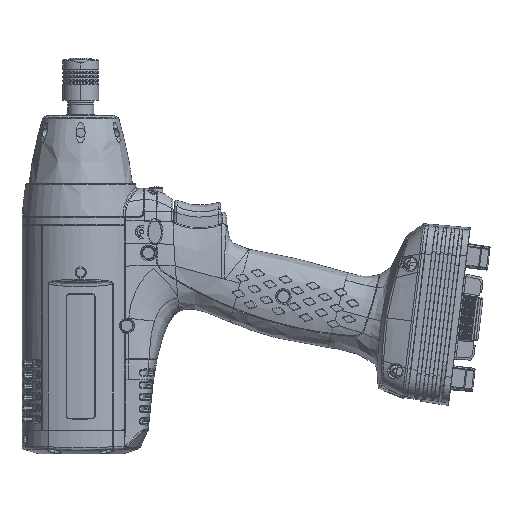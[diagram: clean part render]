
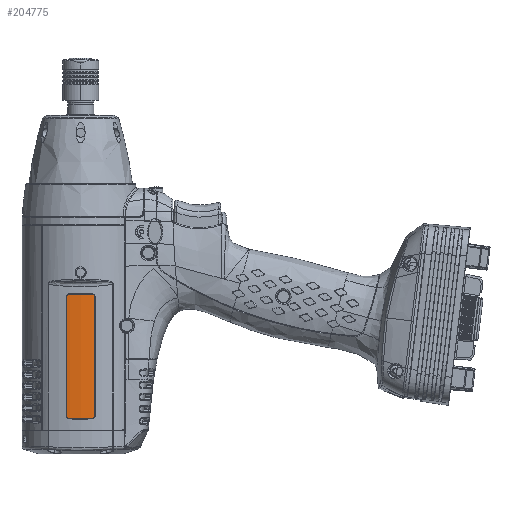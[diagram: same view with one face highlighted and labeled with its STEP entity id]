
A CAD part, left-side view. The second image highlights one B-rep face of the part: STEP entity #204775.
In plain terms, the highlighted cylindrical face has radius 45.706 mm (diameter 91.412 mm), a partial arc.
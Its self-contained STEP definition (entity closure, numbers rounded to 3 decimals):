
#116014=DIRECTION('',(0.,0.,-1.));
#116015=VECTOR('',#116014,58.5);
#116016=CARTESIAN_POINT('',(-25.262,-6.991,
31.15));
#116017=LINE('',#116016,#116015);
#116022=CARTESIAN_POINT('',(-25.262,-6.991,
31.15));
#116023=CARTESIAN_POINT('',(-25.262,-6.991,
31.308));
#116024=CARTESIAN_POINT('',(-25.27,-6.943,
31.61));
#116025=CARTESIAN_POINT('',(-25.302,-6.731,
32.037));
#116026=CARTESIAN_POINT('',(-25.352,-6.39,
32.38));
#116027=CARTESIAN_POINT('',(-25.41,-5.965,
32.594));
#116028=CARTESIAN_POINT('',(-25.448,-5.66,
32.644));
#116029=CARTESIAN_POINT('',(-25.468,-5.5,
32.644));
#116052=CARTESIAN_POINT('',(-25.468,-5.5,
32.644));
#116053=CARTESIAN_POINT('',(-25.542,-4.892,
32.645));
#116054=CARTESIAN_POINT('',(-25.666,-3.673,
32.648));
#116055=CARTESIAN_POINT('',(-25.777,-1.838,
32.65));
#116056=CARTESIAN_POINT('',(-25.8,-0.613,
32.65));
#116057=CARTESIAN_POINT('',(-25.8,0.,
32.65));
#116059=CARTESIAN_POINT('',(-25.8,0.,
32.65));
#116060=CARTESIAN_POINT('',(-25.8,0.613,
32.65));
#116061=CARTESIAN_POINT('',(-25.777,1.838,
32.65));
#116062=CARTESIAN_POINT('',(-25.665,3.673,
32.648));
#116063=CARTESIAN_POINT('',(-25.542,4.892,
32.645));
#116064=CARTESIAN_POINT('',(-25.468,5.5,
32.644));
#116066=CARTESIAN_POINT('',(-25.468,5.5,
32.644));
#116067=CARTESIAN_POINT('',(-25.448,5.66,
32.644));
#116068=CARTESIAN_POINT('',(-25.41,5.964,
32.594));
#116069=CARTESIAN_POINT('',(-25.352,6.389,
32.38));
#116070=CARTESIAN_POINT('',(-25.302,6.731,
32.036));
#116071=CARTESIAN_POINT('',(-25.27,6.944,
31.608));
#116072=CARTESIAN_POINT('',(-25.262,6.991,
31.307));
#116073=CARTESIAN_POINT('',(-25.262,6.991,31.15));
#116091=DIRECTION('',(0.,0.,-1.));
#116092=VECTOR('',#116091,58.5);
#116093=CARTESIAN_POINT('',(-25.262,6.991,31.15));
#116094=LINE('',#116093,#116092);
#116107=CARTESIAN_POINT('',(-25.262,6.991,
-27.35));
#116108=CARTESIAN_POINT('',(-25.262,6.991,
-27.508));
#116109=CARTESIAN_POINT('',(-25.27,6.943,
-27.81));
#116110=CARTESIAN_POINT('',(-25.302,6.731,
-28.237));
#116111=CARTESIAN_POINT('',(-25.352,6.391,
-28.579));
#116112=CARTESIAN_POINT('',(-25.41,5.965,
-28.794));
#116113=CARTESIAN_POINT('',(-25.448,5.661,
-28.844));
#116114=CARTESIAN_POINT('',(-25.468,5.5,
-28.844));
#116137=CARTESIAN_POINT('',(-25.468,5.5,
-28.844));
#116138=CARTESIAN_POINT('',(-25.542,4.892,
-28.846));
#116139=CARTESIAN_POINT('',(-25.665,3.673,
-28.848));
#116140=CARTESIAN_POINT('',(-25.775,1.838,
-28.85));
#116141=CARTESIAN_POINT('',(-25.8,0.613,
-28.85));
#116142=CARTESIAN_POINT('',(-25.8,0.,
-28.85));
#116144=CARTESIAN_POINT('',(-25.8,0.,
-28.85));
#116145=CARTESIAN_POINT('',(-25.8,-0.613,
-28.85));
#116146=CARTESIAN_POINT('',(-25.775,-1.837,
-28.85));
#116147=CARTESIAN_POINT('',(-25.665,-3.673,
-28.848));
#116148=CARTESIAN_POINT('',(-25.542,-4.891,
-28.846));
#116149=CARTESIAN_POINT('',(-25.468,-5.5,
-28.844));
#116151=CARTESIAN_POINT('',(-25.468,-5.5,
-28.844));
#116152=CARTESIAN_POINT('',(-25.449,-5.659,
-28.844));
#116153=CARTESIAN_POINT('',(-25.41,-5.963,
-28.795));
#116154=CARTESIAN_POINT('',(-25.352,-6.389,
-28.58));
#116155=CARTESIAN_POINT('',(-25.302,-6.731,
-28.237));
#116156=CARTESIAN_POINT('',(-25.27,-6.944,
-27.808));
#116157=CARTESIAN_POINT('',(-25.262,-6.991,
-27.507));
#116158=CARTESIAN_POINT('',(-25.262,-6.991,-27.35));
#161682=CARTESIAN_POINT('',(-25.262,-6.991,
31.15));
#161683=VERTEX_POINT('',#161682);
#161684=VERTEX_POINT('',#116029);
#161685=CARTESIAN_POINT('',(-25.262,-6.991,-27.35));
#161686=VERTEX_POINT('',#161685);
#161687=VERTEX_POINT('',#116151);
#161688=VERTEX_POINT('',#116107);
#161689=VERTEX_POINT('',#116114);
#161690=CARTESIAN_POINT('',(-25.262,6.991,31.15));
#161691=VERTEX_POINT('',#161690);
#161692=VERTEX_POINT('',#116066);
#161693=VERTEX_POINT('',#116057);
#161694=VERTEX_POINT('',#116142);
#204749=CARTESIAN_POINT('',(19.906,0.,-30.08));
#204750=DIRECTION('',(0.,0.,1.));
#204751=DIRECTION('',(1.,0.,0.));
#204752=AXIS2_PLACEMENT_3D('',#204749,#204750,#204751);
#204753=CYLINDRICAL_SURFACE('',#204752,45.706);
#204755=ORIENTED_EDGE('',*,*,#204754,.F.);
#204756=ORIENTED_EDGE('',*,*,#204732,.T.);
#204758=ORIENTED_EDGE('',*,*,#204757,.F.);
#204760=ORIENTED_EDGE('',*,*,#204759,.F.);
#204762=ORIENTED_EDGE('',*,*,#204761,.F.);
#204764=ORIENTED_EDGE('',*,*,#204763,.F.);
#204766=ORIENTED_EDGE('',*,*,#204765,.F.);
#204768=ORIENTED_EDGE('',*,*,#204767,.F.);
#204770=ORIENTED_EDGE('',*,*,#204769,.F.);
#204772=ORIENTED_EDGE('',*,*,#204771,.F.);
#204773=EDGE_LOOP('',(#204755,#204756,#204758,#204760,#204762,#204764,#204766,
#204768,#204770,#204772));
#204774=FACE_OUTER_BOUND('',#204773,.F.);
#116030=B_SPLINE_CURVE_WITH_KNOTS('',3,(#116022,#116023,#116024,#116025,#116026,
#116027,#116028,#116029),.UNSPECIFIED.,.F.,.F.,(4,1,1,1,1,4),(0.,0.2,0.4,
0.6,0.8,1.),.UNSPECIFIED.);
#116058=B_SPLINE_CURVE_WITH_KNOTS('',3,(#116052,#116053,#116054,#116055,#116056,
#116057),.UNSPECIFIED.,.F.,.F.,(4,1,1,4),(0.,0.333,
0.667,1.),.UNSPECIFIED.);
#116065=B_SPLINE_CURVE_WITH_KNOTS('',3,(#116059,#116060,#116061,#116062,#116063,
#116064),.UNSPECIFIED.,.F.,.F.,(4,1,1,4),(0.,0.333,
0.667,1.),.UNSPECIFIED.);
#116074=B_SPLINE_CURVE_WITH_KNOTS('',3,(#116066,#116067,#116068,#116069,#116070,
#116071,#116072,#116073),.UNSPECIFIED.,.F.,.F.,(4,1,1,1,1,4),(0.,0.2,0.4,
0.6,0.8,1.),.UNSPECIFIED.);
#116115=B_SPLINE_CURVE_WITH_KNOTS('',3,(#116107,#116108,#116109,#116110,#116111,
#116112,#116113,#116114),.UNSPECIFIED.,.F.,.F.,(4,1,1,1,1,4),(0.,0.2,0.4,
0.6,0.8,1.),.UNSPECIFIED.);
#116143=B_SPLINE_CURVE_WITH_KNOTS('',3,(#116137,#116138,#116139,#116140,#116141,
#116142),.UNSPECIFIED.,.F.,.F.,(4,1,1,4),(0.,0.333,
0.667,1.),.UNSPECIFIED.);
#116150=B_SPLINE_CURVE_WITH_KNOTS('',3,(#116144,#116145,#116146,#116147,#116148,
#116149),.UNSPECIFIED.,.F.,.F.,(4,1,1,4),(0.,0.333,
0.667,1.),.UNSPECIFIED.);
#116159=B_SPLINE_CURVE_WITH_KNOTS('',3,(#116151,#116152,#116153,#116154,#116155,
#116156,#116157,#116158),.UNSPECIFIED.,.F.,.F.,(4,1,1,1,1,4),(0.,0.2,0.4,
0.6,0.8,1.),.UNSPECIFIED.);
#204732=EDGE_CURVE('',#161683,#161686,#116017,.T.);
#204754=EDGE_CURVE('',#161683,#161684,#116030,.T.);
#204757=EDGE_CURVE('',#161687,#161686,#116159,.T.);
#204759=EDGE_CURVE('',#161694,#161687,#116150,.T.);
#204761=EDGE_CURVE('',#161689,#161694,#116143,.T.);
#204763=EDGE_CURVE('',#161688,#161689,#116115,.T.);
#204765=EDGE_CURVE('',#161691,#161688,#116094,.T.);
#204767=EDGE_CURVE('',#161692,#161691,#116074,.T.);
#204769=EDGE_CURVE('',#161693,#161692,#116065,.T.);
#204771=EDGE_CURVE('',#161684,#161693,#116058,.T.);
#204775=ADVANCED_FACE('',(#204774),#204753,.T.);
